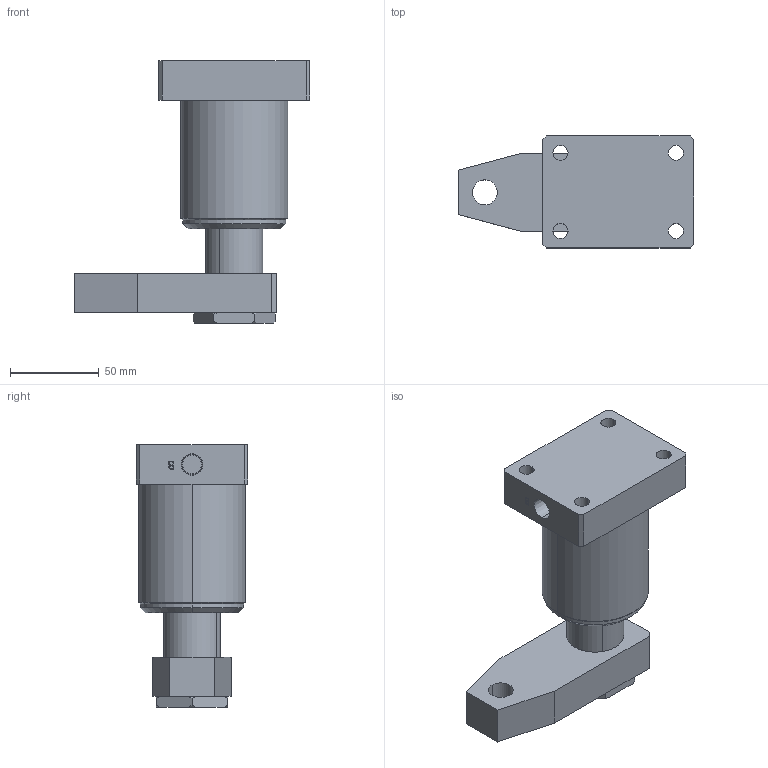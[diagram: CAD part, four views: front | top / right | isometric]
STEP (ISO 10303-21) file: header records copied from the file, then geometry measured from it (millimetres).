
FILE_DESCRIPTION (( 'STEP AP203' ), '1' );
FILE_NAME ('HPS-40DB.STEP', '2020-08-18T06:10:39', ( '微软用户' ), ( '微软中国' ), 'SwSTEP 2.0', 'SolidWorks 2012', '' );
FILE_SCHEMA (( 'CONFIG_CONTROL_DESIGN' ));
Length unit declared in the file: millimetre
Products named in the file (5): HPS-40DB; HPS-40DC活塞杆; HPS-40DC揤旋; HPS-40鞠褒蹟譫
Assembly tree (4 placements, depth 2):
  HPS-40DB
    HPS-40DB
    HPS-40DC活塞杆
    HPS-40DC揤旋
    HPS-40鞠褒蹟譫
Bounding box: 132.5 x 63 x 147.5 mm (x, y, z)
Volume: 413616.1 mm3; surface area: 74313.4 mm2
Topology: 4 solids, 4 shells, 166 faces, 405 edges, 264 vertices
Faces by surface type: plane 80, cylinder 36, cone 32, bspline 16, torus 2
Entity records: 6184 total; most frequent: CARTESIAN_POINT 1778, ORIENTED_EDGE 810, DIRECTION 775, EDGE_CURVE 405, AXIS2_PLACEMENT_3D 269, VERTEX_POINT 264, LINE 237, VECTOR 237
